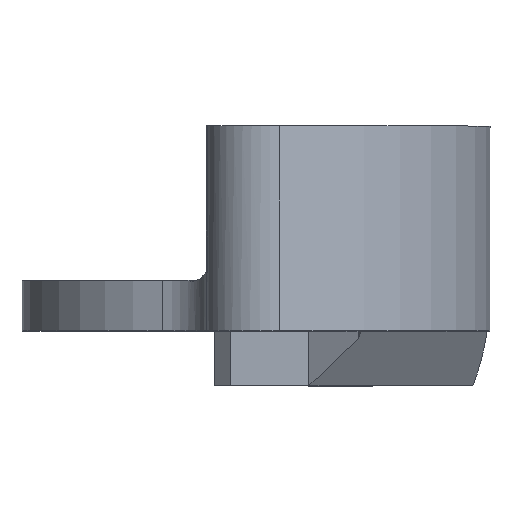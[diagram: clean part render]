
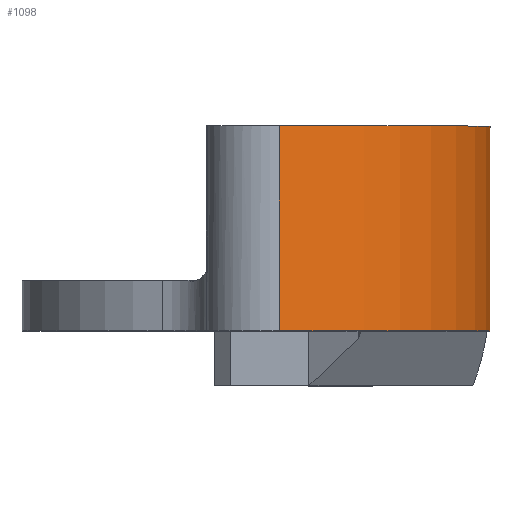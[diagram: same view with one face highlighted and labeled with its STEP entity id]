
A CAD part, top view. The second image highlights one B-rep face of the part: STEP entity #1098.
In plain terms, the highlighted cylindrical face has radius 17 mm (diameter 34 mm), a partial arc.
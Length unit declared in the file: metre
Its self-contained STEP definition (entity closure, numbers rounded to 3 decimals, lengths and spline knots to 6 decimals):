
#85=CYLINDRICAL_SURFACE('',#1226,0.017);
#142=FACE_OUTER_BOUND('',#217,.T.);
#217=EDGE_LOOP('',(#1012,#1013,#1014,#1015));
#261=CIRCLE('',#1188,0.017);
#265=CIRCLE('',#1198,0.017);
#353=LINE('',#1926,#446);
#362=LINE('',#1942,#455);
#446=VECTOR('',#1503,0.01);
#455=VECTOR('',#1526,0.01);
#552=VERTEX_POINT('',#1861);
#553=VERTEX_POINT('',#1863);
#560=VERTEX_POINT('',#1889);
#561=VERTEX_POINT('',#1891);
#682=EDGE_CURVE('',#552,#553,#261,.T.);
#696=EDGE_CURVE('',#560,#561,#265,.T.);
#713=EDGE_CURVE('',#560,#553,#353,.T.);
#722=EDGE_CURVE('',#561,#552,#362,.T.);
#1012=ORIENTED_EDGE('',*,*,#722,.F.);
#1013=ORIENTED_EDGE('',*,*,#696,.F.);
#1014=ORIENTED_EDGE('',*,*,#713,.T.);
#1015=ORIENTED_EDGE('',*,*,#682,.F.);
#1098=ADVANCED_FACE('',(#142),#85,.T.);
#1188=AXIS2_PLACEMENT_3D('',#1864,#1432,#1433);
#1198=AXIS2_PLACEMENT_3D('',#1892,#1462,#1463);
#1226=AXIS2_PLACEMENT_3D('',#1946,#1532,#1533);
#1432=DIRECTION('center_axis',(0.,1.,0.));
#1433=DIRECTION('ref_axis',(1.,0.,0.));
#1462=DIRECTION('center_axis',(0.,-1.,0.));
#1463=DIRECTION('ref_axis',(1.,0.,0.));
#1503=DIRECTION('',(0.,1.,0.));
#1526=DIRECTION('',(0.,1.,0.));
#1532=DIRECTION('center_axis',(0.,1.,0.));
#1533=DIRECTION('ref_axis',(1.,0.,0.));
#1861=CARTESIAN_POINT('',(0.004407,0.1531,-0.131781));
#1863=CARTESIAN_POINT('',(0.017,0.1531,-0.1482));
#1864=CARTESIAN_POINT('Origin',(0.,0.1531,
-0.1482));
#1889=CARTESIAN_POINT('',(0.017,0.14085,-0.1482));
#1891=CARTESIAN_POINT('',(0.004407,0.14085,-0.131781));
#1892=CARTESIAN_POINT('Origin',(0.,0.14085,
-0.1482));
#1926=CARTESIAN_POINT('',(0.017,0.14285,-0.1482));
#1942=CARTESIAN_POINT('',(0.004407,0.14285,-0.131781));
#1946=CARTESIAN_POINT('Origin',(0.,0.14285,
-0.1482));
